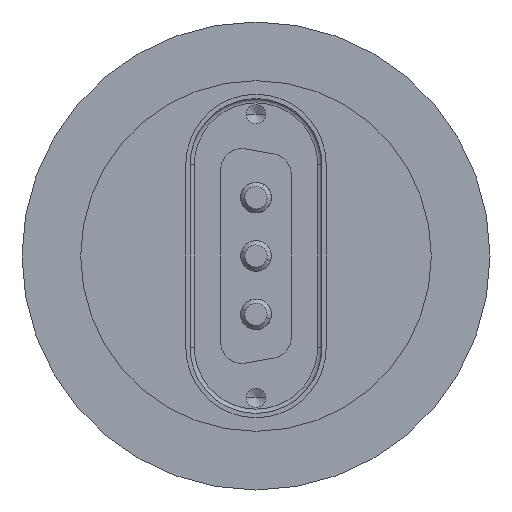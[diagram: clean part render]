
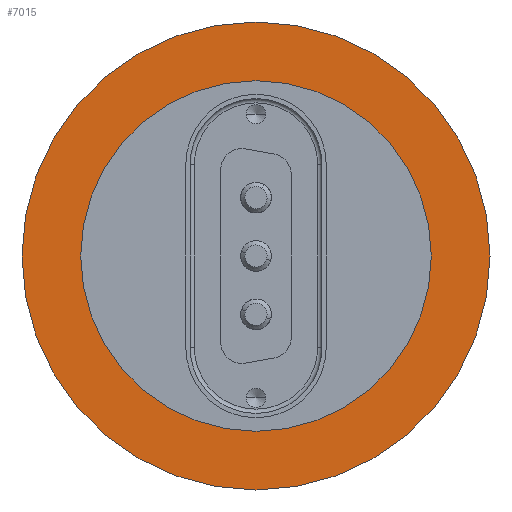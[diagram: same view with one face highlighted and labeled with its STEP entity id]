
A CAD part, left-side view. The second image highlights one B-rep face of the part: STEP entity #7015.
In plain terms, the highlighted planar face has unit normal (-1, 0, 0).
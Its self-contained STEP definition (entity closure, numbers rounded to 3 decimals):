
#108 = CARTESIAN_POINT ( 'NONE',  ( 0., 0., 27.5 ) ) ;
#246 = EDGE_CURVE ( 'NONE', #9165, #10182, #9392, .T. ) ;
#775 = DIRECTION ( 'NONE',  ( -1., 0., 0. ) ) ;
#1140 = DIRECTION ( 'NONE',  ( 0., 0., 1. ) ) ;
#1208 = EDGE_LOOP ( 'NONE', ( #3858, #1772 ) ) ;
#1247 = DIRECTION ( 'NONE',  ( 0., 0., 1. ) ) ;
#1529 = CARTESIAN_POINT ( 'NONE',  ( 0., 0., -20.6 ) ) ;
#1570 = CARTESIAN_POINT ( 'NONE',  ( 0., 0., 0. ) ) ;
#1725 = DIRECTION ( 'NONE',  ( 0., 0., 1. ) ) ;
#1772 = ORIENTED_EDGE ( 'NONE', *, *, #246, .T. ) ;
#2319 = EDGE_CURVE ( 'NONE', #10182, #9165, #3014, .T. ) ;
#2509 = DIRECTION ( 'NONE',  ( 0., 0., 1. ) ) ;
#2972 = AXIS2_PLACEMENT_3D ( 'NONE', #8266, #5236, #1140 ) ;
#3014 = CIRCLE ( 'NONE', #8659, 27.5 ) ;
#3066 = CARTESIAN_POINT ( 'NONE',  ( 0., 0., 20.6 ) ) ;
#3169 = AXIS2_PLACEMENT_3D ( 'NONE', #8690, #8800, #3184 ) ;
#3184 = DIRECTION ( 'NONE',  ( 0., 0., -1. ) ) ;
#3594 = CARTESIAN_POINT ( 'NONE',  ( 0., 0., 0. ) ) ;
#3632 = EDGE_LOOP ( 'NONE', ( #5668, #9369 ) ) ;
#3718 = CARTESIAN_POINT ( 'NONE',  ( 0., 0., -27.5 ) ) ;
#3858 = ORIENTED_EDGE ( 'NONE', *, *, #2319, .T. ) ;
#4303 = EDGE_CURVE ( 'NONE', #4722, #4958, #9779, .T. ) ;
#4420 = AXIS2_PLACEMENT_3D ( 'NONE', #3594, #8372, #1247 ) ;
#4722 = VERTEX_POINT ( 'NONE', #1529 ) ;
#4958 = VERTEX_POINT ( 'NONE', #3066 ) ;
#4962 = FACE_BOUND ( 'NONE', #3632, .T. ) ;
#5236 = DIRECTION ( 'NONE',  ( -1., 0., 0. ) ) ;
#5527 = PLANE ( 'NONE',  #3169 ) ;
#5633 = DIRECTION ( 'NONE',  ( -1., 0., 0. ) ) ;
#5668 = ORIENTED_EDGE ( 'NONE', *, *, #6964, .F. ) ;
#6317 = CIRCLE ( 'NONE', #9963, 20.6 ) ;
#6964 = EDGE_CURVE ( 'NONE', #4958, #4722, #6317, .T. ) ;
#7015 = ADVANCED_FACE ( 'NONE', ( #4962, #10240 ), #5527, .F. ) ;
#8266 = CARTESIAN_POINT ( 'NONE',  ( 0., 0., 0. ) ) ;
#8372 = DIRECTION ( 'NONE',  ( -1., 0., 0. ) ) ;
#8659 = AXIS2_PLACEMENT_3D ( 'NONE', #8844, #775, #1725 ) ;
#8690 = CARTESIAN_POINT ( 'NONE',  ( 0., 0., -27.5 ) ) ;
#8800 = DIRECTION ( 'NONE',  ( 1., 0., 0. ) ) ;
#8844 = CARTESIAN_POINT ( 'NONE',  ( 0., 0., 0. ) ) ;
#9165 = VERTEX_POINT ( 'NONE', #3718 ) ;
#9369 = ORIENTED_EDGE ( 'NONE', *, *, #4303, .F. ) ;
#9392 = CIRCLE ( 'NONE', #4420, 27.5 ) ;
#9779 = CIRCLE ( 'NONE', #2972, 20.6 ) ;
#9963 = AXIS2_PLACEMENT_3D ( 'NONE', #1570, #5633, #2509 ) ;
#10182 = VERTEX_POINT ( 'NONE', #108 ) ;
#10240 = FACE_OUTER_BOUND ( 'NONE', #1208, .T. ) ;
